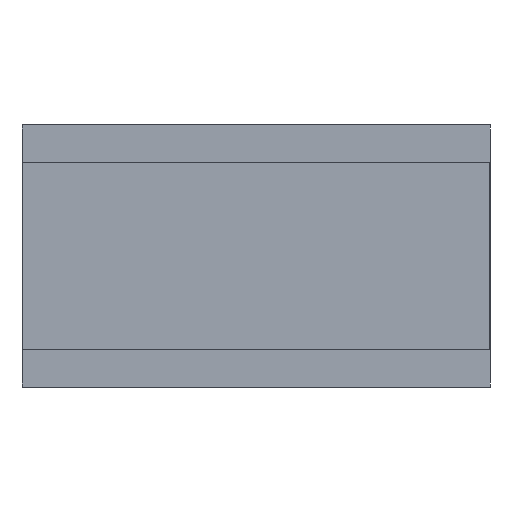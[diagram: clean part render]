
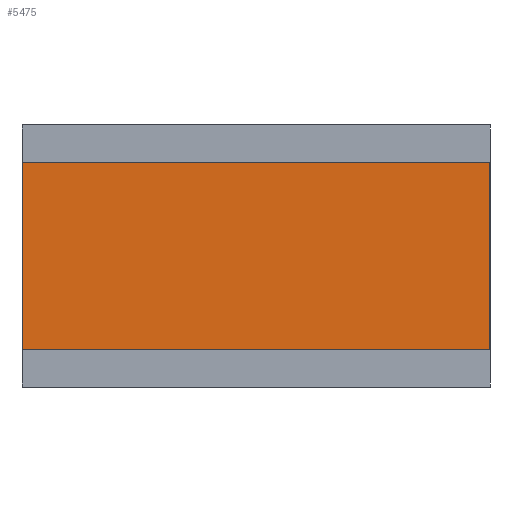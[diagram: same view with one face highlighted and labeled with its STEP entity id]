
A CAD part, left-side view. The second image highlights one B-rep face of the part: STEP entity #5475.
In plain terms, the highlighted planar face has unit normal (-1, 0, 0).
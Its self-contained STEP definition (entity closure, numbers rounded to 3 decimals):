
#100 = EDGE_CURVE ( 'NONE', #7771, #7772, #5085, .T. ) ;
#318 = AXIS2_PLACEMENT_3D ( 'NONE', #9975, #9976, #9977 ) ;
#322 = FACE_OUTER_BOUND ( 'NONE', #7485, .T. ) ;
#344 = VECTOR ( 'NONE', #6401, 1000. ) ;
#872 = VECTOR ( 'NONE', #9621, 1000. ) ;
#876 = VECTOR ( 'NONE', #9624, 1000. ) ;
#961 = EDGE_CURVE ( 'NONE', #7765, #7771, #9619, .T. ) ;
#962 = EDGE_CURVE ( 'NONE', #7766, #7772, #9622, .T. ) ;
#2681 = EDGE_CURVE ( 'NONE', #7765, #7766, #6399, .T. ) ;
#4807 = ORIENTED_EDGE ( 'NONE', *, *, #961, .T. ) ;
#4808 = ORIENTED_EDGE ( 'NONE', *, *, #962, .F. ) ;
#4809 = ORIENTED_EDGE ( 'NONE', *, *, #100, .T. ) ;
#4810 = ORIENTED_EDGE ( 'NONE', *, *, #2681, .F. ) ;
#5085 = LINE ( 'NONE', #5086, #5623 ) ;
#5086 = CARTESIAN_POINT ( 'NONE',  ( -3.5, 2.5, 1. ) ) ;
#5087 = DIRECTION ( 'NONE',  ( 0., 0., -1. ) ) ;
#5475 = ADVANCED_FACE ( 'NONE', ( #322 ), #9974, .T. ) ;
#5623 = VECTOR ( 'NONE', #5087, 1000. ) ;
#6399 = LINE ( 'NONE', #6400, #344 ) ;
#6400 = CARTESIAN_POINT ( 'NONE',  ( -3.5, -2.5, 1. ) ) ;
#6401 = DIRECTION ( 'NONE',  ( 0., 0., -1. ) ) ;
#7485 = EDGE_LOOP ( 'NONE', ( #4809, #4808, #4810, #4807 ) ) ;
#7765 = VERTEX_POINT ( 'NONE', #12258 ) ;
#7766 = VERTEX_POINT ( 'NONE', #12259 ) ;
#7771 = VERTEX_POINT ( 'NONE', #12264 ) ;
#7772 = VERTEX_POINT ( 'NONE', #12265 ) ;
#9619 = LINE ( 'NONE', #9620, #872 ) ;
#9620 = CARTESIAN_POINT ( 'NONE',  ( -3.5, -26.872, 1. ) ) ;
#9621 = DIRECTION ( 'NONE',  ( 0., 1., 0. ) ) ;
#9622 = LINE ( 'NONE', #9623, #876 ) ;
#9623 = CARTESIAN_POINT ( 'NONE',  ( -3.5, -26.872, -1. ) ) ;
#9624 = DIRECTION ( 'NONE',  ( 0., 1., 0. ) ) ;
#9974 = PLANE ( 'NONE',  #318 ) ;
#9975 = CARTESIAN_POINT ( 'NONE',  ( -3.5, -26.872, 1. ) ) ;
#9976 = DIRECTION ( 'NONE',  ( -1., 0., 0. ) ) ;
#9977 = DIRECTION ( 'NONE',  ( 0., 0., 1. ) ) ;
#12258 = CARTESIAN_POINT ( 'NONE',  ( -3.5, -2.5, 1. ) ) ;
#12259 = CARTESIAN_POINT ( 'NONE',  ( -3.5, -2.5, -1. ) ) ;
#12264 = CARTESIAN_POINT ( 'NONE',  ( -3.5, 2.5, 1. ) ) ;
#12265 = CARTESIAN_POINT ( 'NONE',  ( -3.5, 2.5, -1. ) ) ;
